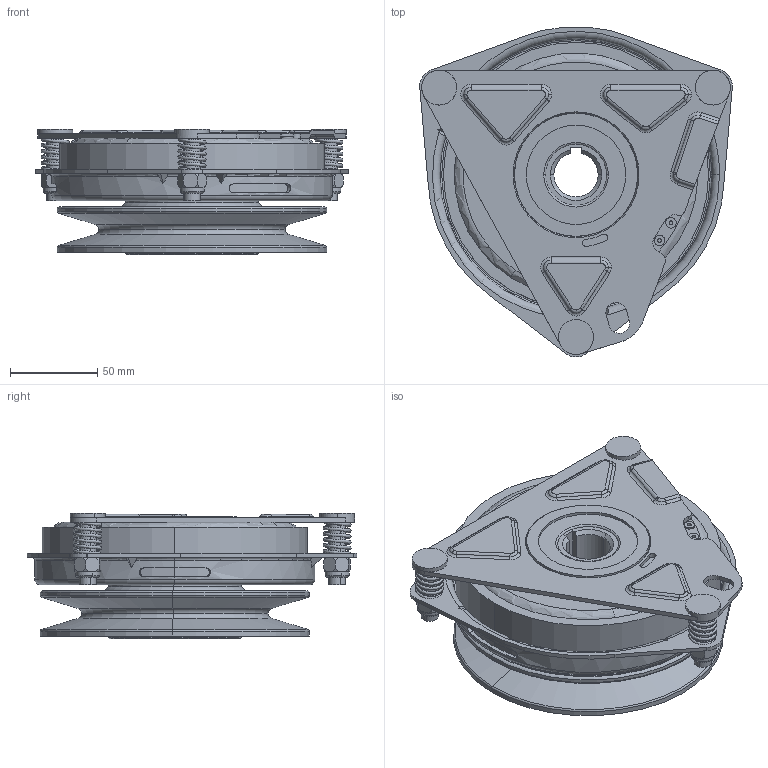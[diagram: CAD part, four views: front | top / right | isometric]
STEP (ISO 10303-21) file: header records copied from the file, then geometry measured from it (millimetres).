
FILE_DESCRIPTION (( 'STEP AP203' ), '1' );
FILE_NAME ('52615700_GT2.5-SN01_MGCL&BR.STEP', '2015-05-13T01:23:44', ( '' ), ( '' ), 'SwSTEP 2.0', 'SolidWorks 2014', '' );
FILE_SCHEMA (( 'CONFIG_CONTROL_DESIGN' ));
Length unit declared in the file: millimetre
Products named in the file (1): 52615700_GT2.5-SN01_MGCL&BR
Bounding box: 179.2 x 189.12 x 71.7 mm (x, y, z)
Volume: 870252.2 mm3; surface area: 192913.9 mm2
Topology: 1 solids, 2 shells, 497 faces, 1273 edges, 802 vertices
Faces by surface type: plane 179, cylinder 166, torus 107, cone 30, bspline 15
Entity records: 22302 total; most frequent: CARTESIAN_POINT 9842, DIRECTION 2767, ORIENTED_EDGE 2546, EDGE_CURVE 1273, AXIS2_PLACEMENT_3D 1122, VERTEX_POINT 802, CIRCLE 639, EDGE_LOOP 561
